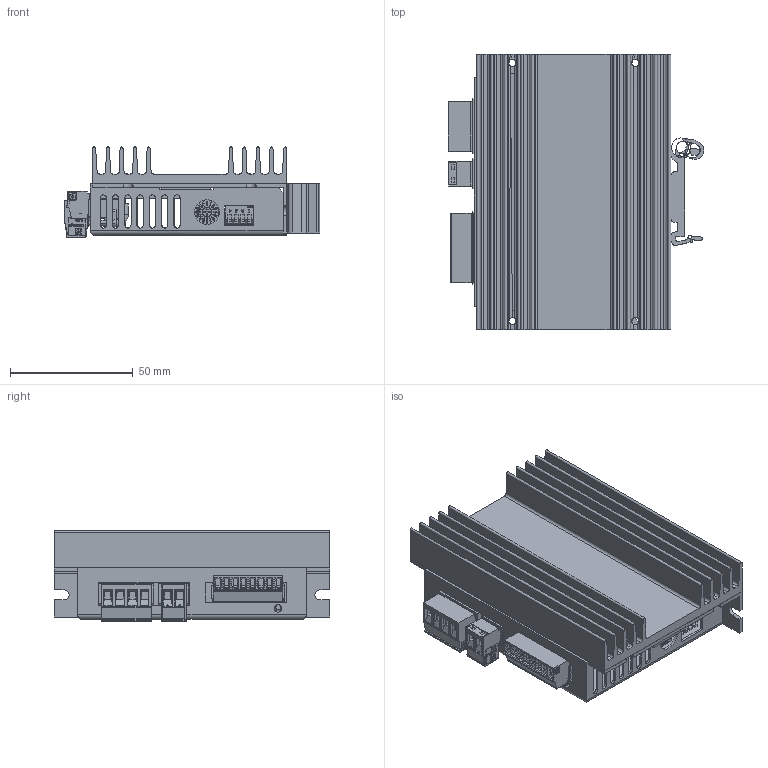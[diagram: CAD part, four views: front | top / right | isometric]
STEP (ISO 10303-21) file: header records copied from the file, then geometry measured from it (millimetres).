
FILE_DESCRIPTION(('FreeCAD Model'),'2;1');
FILE_NAME('Open CASCADE Shape Model','2021-09-02T15:25:39',('Author'),( ''),'Open CASCADE STEP processor 7.5','FreeCAD','Unknown');
FILE_SCHEMA(('AUTOMOTIVE_DESIGN { 1 0 10303 214 1 1 1 1 }'));
Products named in the file (1): ECMD288_101
Bounding box: 104.01 x 112 x 36.64 mm (x, y, z)
Volume: 53806.1 mm3; surface area: 117099.5 mm2
Topology: 2 solids, 31 shells, 4111 faces, 11315 edges, 7310 vertices
Faces by surface type: plane 2882, cylinder 984, torus 82, cone 72, bspline 65, sphere 26
Full cylindrical faces by diameter (mm): 3 x4
Entity records: 302706 total; most frequent: CARTESIAN_POINT 79366, DIRECTION 41447, LINE 27904, VECTOR 27904, ORIENTED_EDGE 22454, PCURVE 22454, DEFINITIONAL_REPRESENTATION 22454, EDGE_CURVE 11227
